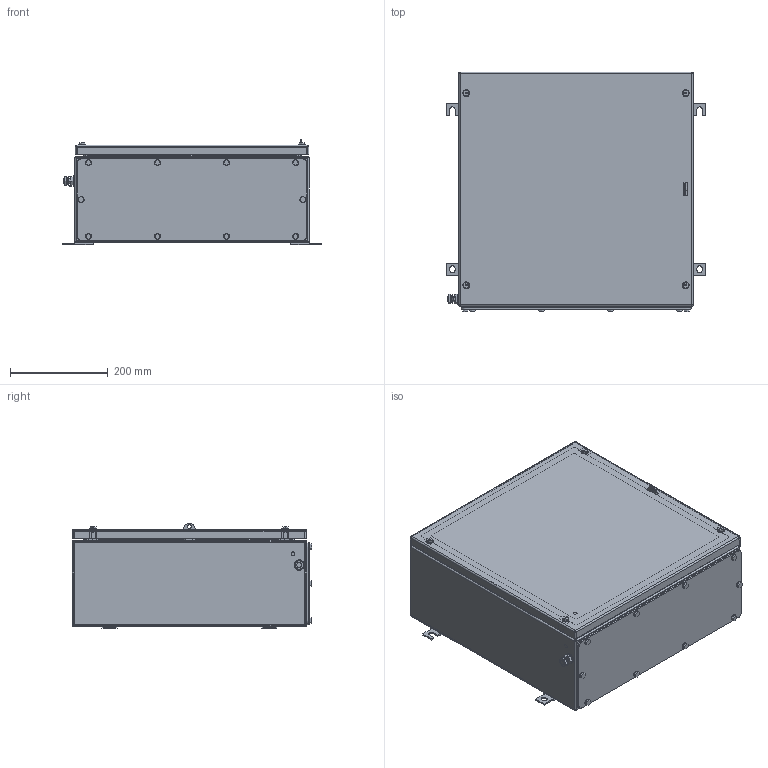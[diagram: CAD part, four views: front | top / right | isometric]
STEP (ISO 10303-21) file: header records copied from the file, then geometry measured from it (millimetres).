
FILE_DESCRIPTION(('CATIA V5 STEP Exchange','CAx-IF Rec.Pracs.--- Model Styling and Organization---1.4--- 2014-01-23'),'2;1');
FILE_NAME ('008555-7_3_1195160000_1195160000.stp','2019-09-20T10:53:22+00:00',('none'),('Weidmueller'),'CATIA Version 5-6 Release 2016 SP3 HF44','CATIA V5 STEP AP214','none');
FILE_SCHEMA(('AUTOMOTIVE_DESIGN { 1 0 10303 214 1 1 1 1 }'));
Length unit declared in the file: millimetre
Products named in the file (1): 1195160000
Bounding box: 531 x 491 x 215 mm (x, y, z)
Volume: 1752463.7 mm3; surface area: 2051966.8 mm2
Topology: 56 solids, 56 shells, 1474 faces, 3534 edges, 2220 vertices
Faces by surface type: plane 713, cylinder 557, cone 156, sphere 24, torus 24
Entity records: 40643 total; most frequent: CARTESIAN_POINT 8320, ORIENTED_EDGE 6964, DIRECTION 5457, EDGE_CURVE 3482, AXIS2_PLACEMENT_3D 2269, VERTEX_POINT 2220, VECTOR 2106, LINE 2106
